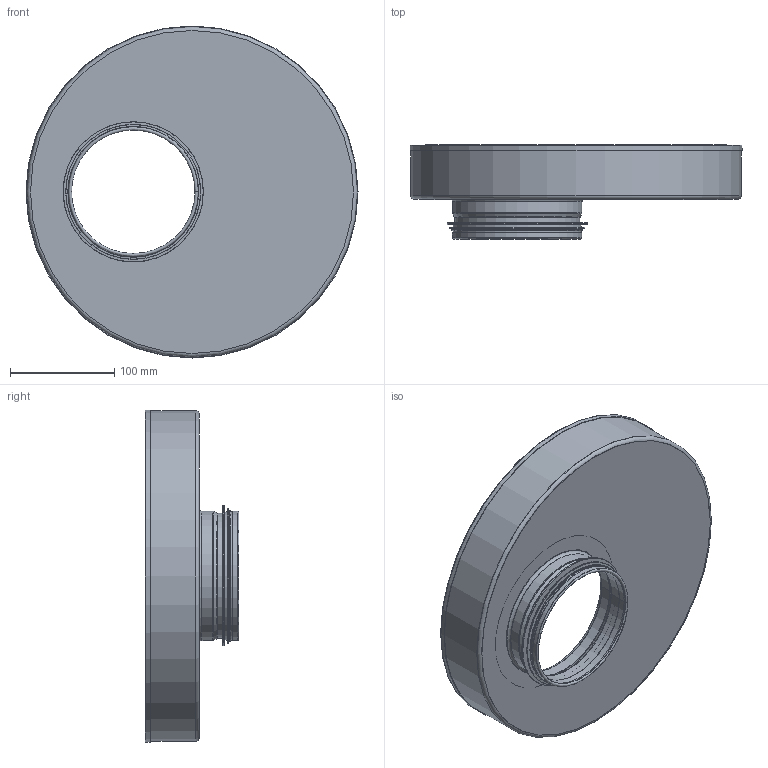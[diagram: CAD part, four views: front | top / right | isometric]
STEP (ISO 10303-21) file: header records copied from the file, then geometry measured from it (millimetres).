
FILE_DESCRIPTION((''),'2;1');
FILE_NAME('HFEM_315-125.stp','2014-02-19T14:49:25',(''),(''),'Autodesk Inventor 2013','Autodesk Inventor 2013','');
FILE_SCHEMA(('AUTOMOTIVE_DESIGN { 1 2 10303 214 0 1 1 1 }'));
Length unit declared in the file: millimetre
Products named in the file (5): HFEM_315-125; FD10008; CE10004; HSK-Rörämne-04; 999004
Assembly tree (4 placements, depth 3):
  HFEM_315-125
    FD10008
    CE10004
      HSK-Rörämne-04
      999004
Bounding box: 318.05 x 90 x 318.05 mm (x, y, z)
Volume: 85913.1 mm3; surface area: 311743.5 mm2
Topology: 3 solids, 3 shells, 77 faces, 147 edges, 80 vertices
Faces by surface type: plane 33, torus 20, cylinder 18, cone 6
Full cylindrical faces by diameter (mm): 118.25 x1, 119.25 x1, 120.45 x1, 123.05 x5, 124.05 x2, 129.05 x1, 129.45 x1, 134.45 x1, 160 x1, 315.45 x1, 316.45 x1, 317.05 x1, 318.05 x1
Entity records: 2025 total; most frequent: DIRECTION 370, CARTESIAN_POINT 288, ORIENTED_EDGE 246, AXIS2_PLACEMENT_3D 161, EDGE_CURVE 123, EDGE_LOOP 108, VERTEX_POINT 79, STYLED_ITEM 79
